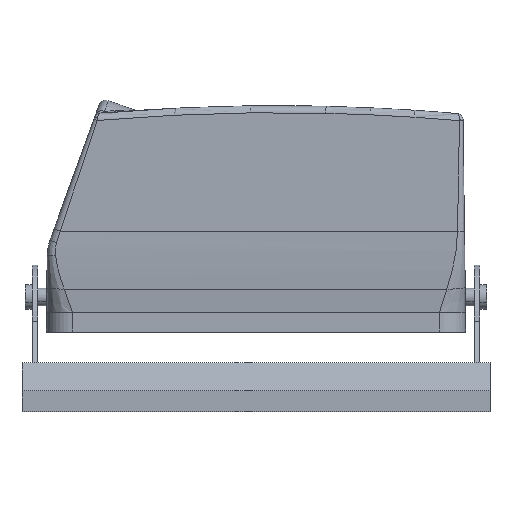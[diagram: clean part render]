
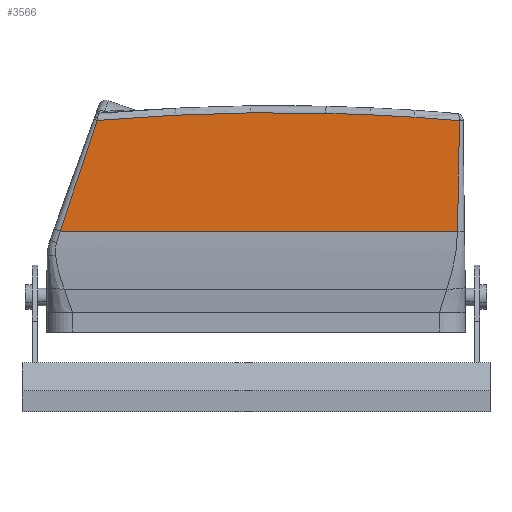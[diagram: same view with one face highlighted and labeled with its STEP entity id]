
A CAD part, left-side view. The second image highlights one B-rep face of the part: STEP entity #3566.
In plain terms, the highlighted planar face has unit normal (-1, 0, 0).
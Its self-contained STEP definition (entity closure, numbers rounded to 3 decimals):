
#3532=AXIS2_PLACEMENT_3D('Plane Axis2P3D',#3529,#3530,#3531) ;
#3549=AXIS2_PLACEMENT_3D('Circle Axis2P3D',#3547,#3548,$) ;
#3556=AXIS2_PLACEMENT_3D('Circle Axis2P3D',#3554,#3555,$) ;
#2283=CARTESIAN_POINT('Vertex',(17.25,9.304,51.638)) ;
#2318=CARTESIAN_POINT('Line Origine',(17.25,65.642,51.638)) ;
#2322=CARTESIAN_POINT('Vertex',(17.25,123.098,51.638)) ;
#3037=CARTESIAN_POINT('Vertex',(17.25,8.743,83.312)) ;
#3041=CARTESIAN_POINT('Control Point',(17.25,8.743,83.312)) ;
#3042=CARTESIAN_POINT('Control Point',(17.25,8.743,82.218)) ;
#3043=CARTESIAN_POINT('Control Point',(17.25,8.744,81.138)) ;
#3044=CARTESIAN_POINT('Control Point',(17.25,8.747,80.051)) ;
#3045=CARTESIAN_POINT('Control Point',(17.25,8.757,77.881)) ;
#3046=CARTESIAN_POINT('Control Point',(17.25,8.775,75.71)) ;
#3047=CARTESIAN_POINT('Control Point',(17.25,8.786,74.624)) ;
#3048=CARTESIAN_POINT('Control Point',(17.25,8.824,71.368)) ;
#3049=CARTESIAN_POINT('Control Point',(17.25,8.877,68.113)) ;
#3050=CARTESIAN_POINT('Control Point',(17.25,8.917,65.942)) ;
#3051=CARTESIAN_POINT('Control Point',(17.25,9.002,61.779)) ;
#3052=CARTESIAN_POINT('Control Point',(17.25,9.106,57.616)) ;
#3053=CARTESIAN_POINT('Control Point',(17.25,9.161,55.623)) ;
#3054=CARTESIAN_POINT('Control Point',(17.25,9.225,53.63)) ;
#3055=CARTESIAN_POINT('Control Point',(17.25,9.304,51.638)) ;
#3529=CARTESIAN_POINT('Axis2P3D Location',(17.25,-99.555,-28.406)) ;
#3535=CARTESIAN_POINT('Control Point',(17.25,112.434,83.384)) ;
#3536=CARTESIAN_POINT('Control Point',(17.25,112.658,82.751)) ;
#3537=CARTESIAN_POINT('Control Point',(17.25,112.881,82.118)) ;
#3538=CARTESIAN_POINT('Control Point',(17.25,113.105,81.479)) ;
#3539=CARTESIAN_POINT('Control Point',(17.25,115.321,75.16)) ;
#3540=CARTESIAN_POINT('Control Point',(17.25,117.479,68.822)) ;
#3541=CARTESIAN_POINT('Control Point',(17.25,119.365,63.1)) ;
#3542=CARTESIAN_POINT('Control Point',(17.25,121.266,57.381)) ;
#3543=CARTESIAN_POINT('Control Point',(17.25,123.098,51.638)) ;
#3544=CARTESIAN_POINT('Vertex',(17.25,112.434,83.384)) ;
#3547=CARTESIAN_POINT('Axis2P3D Location',(17.25,61.,-512.4)) ;
#3551=CARTESIAN_POINT('Vertex',(17.25,46.99,85.436)) ;
#3554=CARTESIAN_POINT('Axis2P3D Location',(17.25,61.,-512.4)) ;
#2319=DIRECTION('Vector Direction',(0.,-1.,0.)) ;
#3530=DIRECTION('Axis2P3D Direction',(-1.,0.,0.)) ;
#3531=DIRECTION('Axis2P3D XDirection',(0.,-0.317,0.949)) ;
#3548=DIRECTION('Axis2P3D Direction',(-1.,0.,0.)) ;
#3555=DIRECTION('Axis2P3D Direction',(-1.,0.,0.)) ;
#2320=VECTOR('Line Direction',#2319,1.) ;
#3560=ORIENTED_EDGE('',*,*,#3546,.F.) ;
#3561=ORIENTED_EDGE('',*,*,#2324,.T.) ;
#3562=ORIENTED_EDGE('',*,*,#3056,.T.) ;
#3563=ORIENTED_EDGE('',*,*,#3553,.F.) ;
#3564=ORIENTED_EDGE('',*,*,#3558,.F.) ;
#3566=ADVANCED_FACE('Hood',(#3565),#3533,.T.) ;
#3040=B_SPLINE_CURVE_WITH_KNOTS('',5,(#3041,#3042,#3043,#3044,#3045,#3046,#3047,#3048,#3049,#3050,#3051,#3052,#3053,#3054,#3055),.UNSPECIFIED.,.F.,.U.,(6,3,3,3,6),(28.702,34.129,39.556,50.41,60.375),.UNSPECIFIED.) ;
#3534=B_SPLINE_CURVE_WITH_KNOTS('',5,(#3535,#3536,#3537,#3538,#3539,#3540,#3541,#3542,#3543),.UNSPECIFIED.,.F.,.U.,(6,3,6),(0.,4.746,47.366),.UNSPECIFIED.) ;
#3550=CIRCLE('generated circle',#3549,598.) ;
#3557=CIRCLE('generated circle',#3556,598.) ;
#2324=EDGE_CURVE('',#2323,#2284,#2321,.T.) ;
#3056=EDGE_CURVE('',#2284,#3038,#3040,.F.) ;
#3546=EDGE_CURVE('',#2323,#3545,#3534,.F.) ;
#3553=EDGE_CURVE('',#3552,#3038,#3550,.F.) ;
#3558=EDGE_CURVE('',#3545,#3552,#3557,.F.) ;
#3559=EDGE_LOOP('',(#3560,#3561,#3562,#3563,#3564)) ;
#3565=FACE_OUTER_BOUND('',#3559,.T.) ;
#2321=LINE('Line',#2318,#2320) ;
#3533=PLANE('',#3532) ;
#2284=VERTEX_POINT('',#2283) ;
#2323=VERTEX_POINT('',#2322) ;
#3038=VERTEX_POINT('',#3037) ;
#3545=VERTEX_POINT('',#3544) ;
#3552=VERTEX_POINT('',#3551) ;
